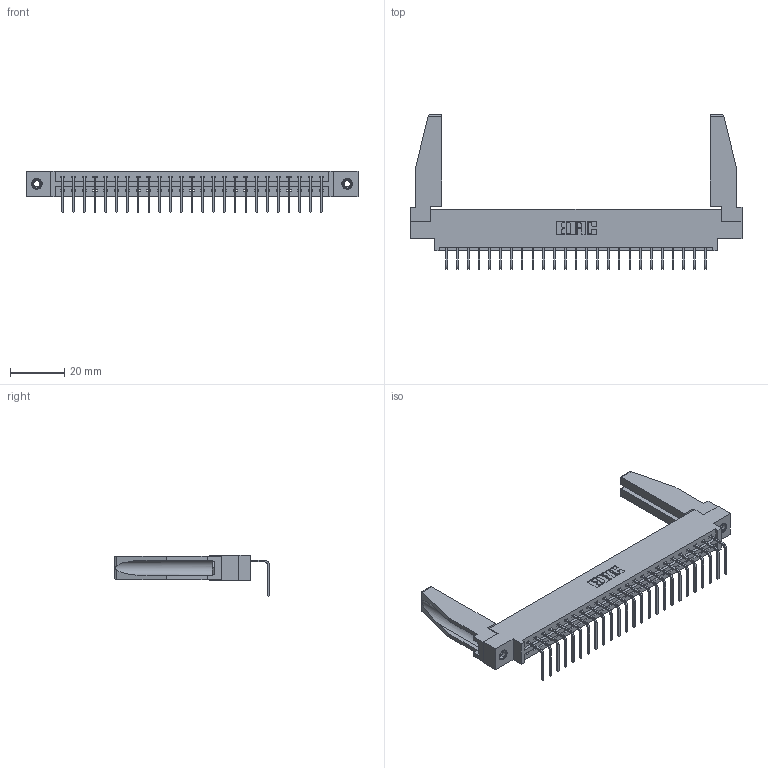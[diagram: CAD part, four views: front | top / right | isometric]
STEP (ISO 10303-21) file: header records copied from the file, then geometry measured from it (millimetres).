
FILE_DESCRIPTION (( 'STEP AP203' ), '1' );
FILE_NAME ('387-025-558-678.STEP', '2019-10-07T18:43:52', ( '' ), ( '' ), 'SwSTEP 2.0', 'SolidWorks 2016', '' );
FILE_SCHEMA (( 'CONFIG_CONTROL_DESIGN' ));
Length unit declared in the file: inch
Products named in the file (5): 307-220-078; 345-250-001_345-250-001-102; 387-025-558-678; 337 Part_0.170 Offset - 0.156 Dia-TI; 345-292-001_558 Tail - 2
Assembly tree (30 placements, depth 2):
  387-025-558-678
    337 Part_0.170 Offset - 0.156 Dia-TI
    345-292-001_558 Tail - 2  x25
    345-250-001_345-250-001-102  x2
    307-220-078  x2
Bounding box: 122.07 x 56.96 x 15.37 mm (x, y, z)
Volume: 16433.8 mm3; surface area: 17206 mm2
Topology: 30 solids, 30 shells, 1848 faces, 5503 edges, 3626 vertices
Faces by surface type: plane 1358, cylinder 474, cone 12, torus 4
Entity records: 23438 total; most frequent: CARTESIAN_POINT 4075, ORIENTED_EDGE 3992, DIRECTION 3474, EDGE_CURVE 1996, LINE 1830, VECTOR 1830, VERTEX_POINT 1324, AXIS2_PLACEMENT_3D 822
